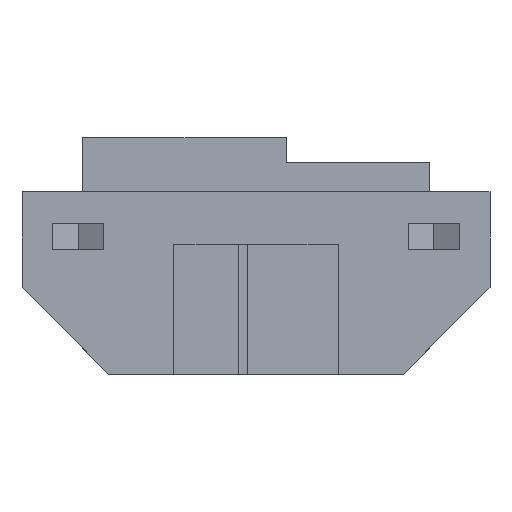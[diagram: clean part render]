
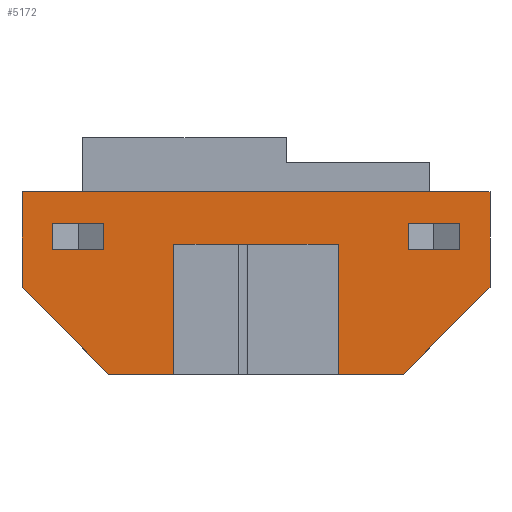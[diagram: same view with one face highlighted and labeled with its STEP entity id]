
A CAD part, front view. The second image highlights one B-rep face of the part: STEP entity #5172.
In plain terms, the highlighted planar face has unit normal (0, -1, 0).
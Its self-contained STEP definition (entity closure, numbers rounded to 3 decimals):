
#113=FACE_BOUND('',#807,.T.);
#114=FACE_BOUND('',#808,.T.);
#502=FACE_OUTER_BOUND('',#806,.T.);
#806=EDGE_LOOP('',(#4626,#4627,#4628,#4629,#4630,#4631,#4632,#4633,#4634,
#4635,#4636,#4637));
#807=EDGE_LOOP('',(#4638,#4639,#4640,#4641));
#808=EDGE_LOOP('',(#4642,#4643,#4644,#4645));
#951=LINE('',#7267,#1556);
#962=LINE('',#7287,#1567);
#1278=LINE('',#8163,#1883);
#1280=LINE('',#8169,#1885);
#1288=LINE('',#8194,#1893);
#1290=LINE('',#8198,#1895);
#1292=LINE('',#8202,#1897);
#1294=LINE('',#8205,#1899);
#1299=LINE('',#8216,#1904);
#1301=LINE('',#8220,#1906);
#1304=LINE('',#8226,#1909);
#1319=LINE('',#8251,#1924);
#1320=LINE('',#8252,#1925);
#1344=LINE('',#8307,#1949);
#1356=LINE('',#8331,#1961);
#1358=LINE('',#8334,#1963);
#1365=LINE('',#8346,#1970);
#1380=LINE('',#8378,#1985);
#1386=LINE('',#8389,#1991);
#1418=LINE('',#8452,#2023);
#1556=VECTOR('',#5804,10.);
#1567=VECTOR('',#5819,10.);
#1883=VECTOR('',#6673,10.);
#1885=VECTOR('',#6677,10.);
#1893=VECTOR('',#6707,10.);
#1895=VECTOR('',#6711,10.);
#1897=VECTOR('',#6715,10.);
#1899=VECTOR('',#6719,10.);
#1904=VECTOR('',#6730,10.);
#1906=VECTOR('',#6734,10.);
#1909=VECTOR('',#6739,10.);
#1924=VECTOR('',#6762,10.);
#1925=VECTOR('',#6763,10.);
#1949=VECTOR('',#6819,10.);
#1961=VECTOR('',#6833,10.);
#1963=VECTOR('',#6837,10.);
#1970=VECTOR('',#6850,10.);
#1985=VECTOR('',#6877,10.);
#1991=VECTOR('',#6885,10.);
#2023=VECTOR('',#6957,10.);
#2135=VERTEX_POINT('',#7264);
#2136=VERTEX_POINT('',#7266);
#2142=VERTEX_POINT('',#7284);
#2143=VERTEX_POINT('',#7286);
#2277=VERTEX_POINT('',#7624);
#2278=VERTEX_POINT('',#7626);
#2432=VERTEX_POINT('',#8156);
#2434=VERTEX_POINT('',#8161);
#2435=VERTEX_POINT('',#8165);
#2437=VERTEX_POINT('',#8168);
#2443=VERTEX_POINT('',#8193);
#2444=VERTEX_POINT('',#8197);
#2445=VERTEX_POINT('',#8201);
#2448=VERTEX_POINT('',#8215);
#2449=VERTEX_POINT('',#8219);
#2451=VERTEX_POINT('',#8225);
#2482=VERTEX_POINT('',#8328);
#2483=VERTEX_POINT('',#8330);
#2494=VERTEX_POINT('',#8374);
#2496=VERTEX_POINT('',#8377);
#2645=EDGE_CURVE('',#2135,#2136,#951,.T.);
#2656=EDGE_CURVE('',#2142,#2143,#962,.T.);
#3090=EDGE_CURVE('',#2434,#2432,#1278,.T.);
#3092=EDGE_CURVE('',#2437,#2435,#1280,.T.);
#3105=EDGE_CURVE('',#2443,#2277,#1288,.T.);
#3107=EDGE_CURVE('',#2278,#2444,#1290,.T.);
#3109=EDGE_CURVE('',#2445,#2443,#1292,.T.);
#3111=EDGE_CURVE('',#2278,#2277,#1294,.T.);
#3116=EDGE_CURVE('',#2444,#2448,#1299,.T.);
#3118=EDGE_CURVE('',#2449,#2435,#1301,.T.);
#3121=EDGE_CURVE('',#2432,#2451,#1304,.T.);
#3136=EDGE_CURVE('',#2445,#2451,#1319,.T.);
#3137=EDGE_CURVE('',#2449,#2448,#1320,.T.);
#3163=EDGE_CURVE('',#2434,#2437,#1344,.T.);
#3175=EDGE_CURVE('',#2483,#2482,#1356,.T.);
#3177=EDGE_CURVE('',#2482,#2136,#1358,.T.);
#3184=EDGE_CURVE('',#2135,#2483,#1365,.T.);
#3199=EDGE_CURVE('',#2496,#2494,#1380,.T.);
#3205=EDGE_CURVE('',#2494,#2143,#1386,.T.);
#3237=EDGE_CURVE('',#2142,#2496,#1418,.T.);
#4626=ORIENTED_EDGE('',*,*,#3163,.T.);
#4627=ORIENTED_EDGE('',*,*,#3092,.T.);
#4628=ORIENTED_EDGE('',*,*,#3118,.F.);
#4629=ORIENTED_EDGE('',*,*,#3137,.T.);
#4630=ORIENTED_EDGE('',*,*,#3116,.F.);
#4631=ORIENTED_EDGE('',*,*,#3107,.F.);
#4632=ORIENTED_EDGE('',*,*,#3111,.T.);
#4633=ORIENTED_EDGE('',*,*,#3105,.F.);
#4634=ORIENTED_EDGE('',*,*,#3109,.F.);
#4635=ORIENTED_EDGE('',*,*,#3136,.T.);
#4636=ORIENTED_EDGE('',*,*,#3121,.F.);
#4637=ORIENTED_EDGE('',*,*,#3090,.F.);
#4638=ORIENTED_EDGE('',*,*,#2645,.F.);
#4639=ORIENTED_EDGE('',*,*,#3184,.T.);
#4640=ORIENTED_EDGE('',*,*,#3175,.T.);
#4641=ORIENTED_EDGE('',*,*,#3177,.T.);
#4642=ORIENTED_EDGE('',*,*,#3237,.T.);
#4643=ORIENTED_EDGE('',*,*,#3199,.T.);
#4644=ORIENTED_EDGE('',*,*,#3205,.T.);
#4645=ORIENTED_EDGE('',*,*,#2656,.F.);
#4904=PLANE('',#5581);
#5172=ADVANCED_FACE('',(#502,#113,#114),#4904,.T.);
#5581=AXIS2_PLACEMENT_3D('',#8458,#6965,#6966);
#5804=DIRECTION('',(-1.,0.,0.));
#5819=DIRECTION('',(-1.,0.,0.));
#6673=DIRECTION('',(0.,0.,-1.));
#6677=DIRECTION('',(0.,0.,-1.));
#6707=DIRECTION('',(-1.,0.,0.));
#6711=DIRECTION('',(-1.,0.,0.));
#6715=DIRECTION('',(0.,0.,1.));
#6719=DIRECTION('',(1.,0.,0.));
#6730=DIRECTION('',(0.,0.,-1.));
#6734=DIRECTION('',(-0.707,0.,0.707));
#6739=DIRECTION('',(-0.707,0.,-0.707));
#6762=DIRECTION('',(1.,0.,0.));
#6763=DIRECTION('',(1.,0.,0.));
#6819=DIRECTION('',(-1.,0.,0.));
#6833=DIRECTION('',(-1.,0.,0.));
#6837=DIRECTION('',(0.,0.,1.));
#6850=DIRECTION('',(0.,0.,-1.));
#6877=DIRECTION('',(-1.,0.,0.));
#6885=DIRECTION('',(0.,0.,1.));
#6957=DIRECTION('',(0.,0.,-1.));
#6965=DIRECTION('center_axis',(0.,-1.,0.));
#6966=DIRECTION('ref_axis',(0.,0.,1.));
#7264=CARTESIAN_POINT('',(-140.826,0.656,-11.883));
#7266=CARTESIAN_POINT('',(-146.714,0.656,-11.883));
#7267=CARTESIAN_POINT('',(-146.714,0.656,-11.883));
#7284=CARTESIAN_POINT('',(-181.826,0.656,-11.883));
#7286=CARTESIAN_POINT('',(-187.714,0.656,-11.883));
#7287=CARTESIAN_POINT('',(-181.826,0.656,-11.883));
#7624=CARTESIAN_POINT('',(-161.809,0.656,-14.258));
#7626=CARTESIAN_POINT('',(-169.731,0.656,-14.258));
#8156=CARTESIAN_POINT('',(-137.27,0.656,-19.258));
#8161=CARTESIAN_POINT('',(-137.27,0.656,-8.186));
#8163=CARTESIAN_POINT('',(-137.27,0.656,-17.758));
#8165=CARTESIAN_POINT('',(-191.27,0.656,-19.258));
#8168=CARTESIAN_POINT('',(-191.27,0.656,-8.186));
#8169=CARTESIAN_POINT('',(-191.27,0.656,-14.258));
#8193=CARTESIAN_POINT('',(-154.77,0.656,-14.258));
#8194=CARTESIAN_POINT('',(-164.27,0.656,-14.258));
#8197=CARTESIAN_POINT('',(-173.77,0.656,-14.258));
#8198=CARTESIAN_POINT('',(-164.27,0.656,-14.258));
#8201=CARTESIAN_POINT('',(-154.77,0.656,-29.258));
#8202=CARTESIAN_POINT('',(-154.77,0.656,-16.008));
#8205=CARTESIAN_POINT('',(-164.27,0.656,-14.258));
#8215=CARTESIAN_POINT('',(-173.77,0.656,-29.258));
#8216=CARTESIAN_POINT('',(-173.77,0.656,-16.008));
#8219=CARTESIAN_POINT('',(-181.27,0.656,-29.258));
#8220=CARTESIAN_POINT('',(-184.788,0.656,-25.74));
#8225=CARTESIAN_POINT('',(-147.27,0.656,-29.258));
#8226=CARTESIAN_POINT('',(-143.752,0.656,-25.74));
#8251=CARTESIAN_POINT('',(-150.77,0.656,-29.258));
#8252=CARTESIAN_POINT('',(-169.02,0.656,-29.258));
#8307=CARTESIAN_POINT('',(-164.27,0.656,-8.186));
#8328=CARTESIAN_POINT('',(-146.714,0.656,-14.883));
#8330=CARTESIAN_POINT('',(-140.826,0.656,-14.883));
#8331=CARTESIAN_POINT('',(-154.02,0.656,-14.883));
#8334=CARTESIAN_POINT('',(-146.714,0.656,-6.535));
#8346=CARTESIAN_POINT('',(-140.826,0.656,-6.535));
#8374=CARTESIAN_POINT('',(-187.714,0.656,-14.883));
#8377=CARTESIAN_POINT('',(-181.826,0.656,-14.883));
#8378=CARTESIAN_POINT('',(-174.52,0.656,-14.883));
#8389=CARTESIAN_POINT('',(-187.714,0.656,-6.535));
#8452=CARTESIAN_POINT('',(-181.826,0.656,-6.535));
#8458=CARTESIAN_POINT('Origin',(-164.27,0.656,1.814));
